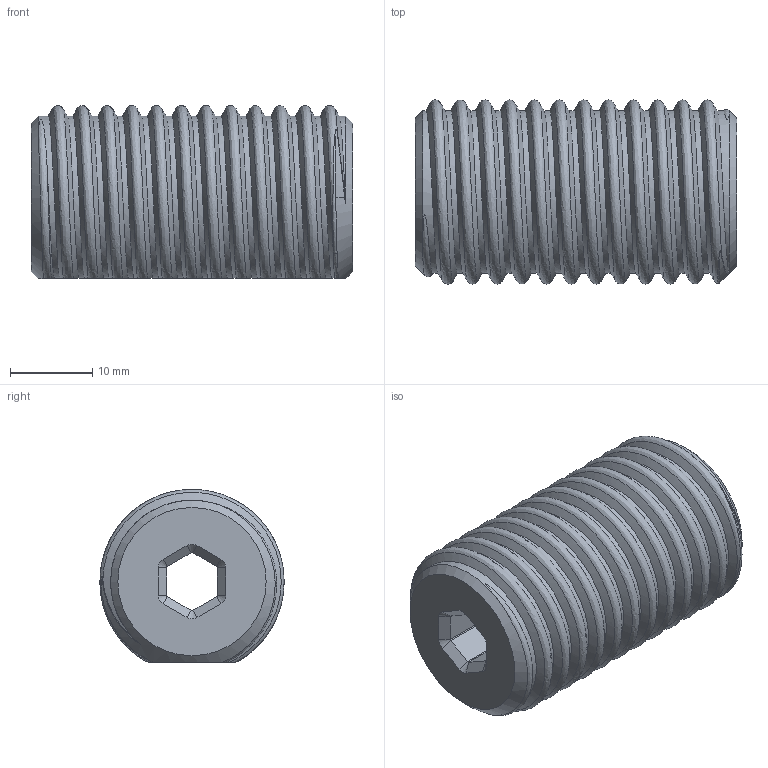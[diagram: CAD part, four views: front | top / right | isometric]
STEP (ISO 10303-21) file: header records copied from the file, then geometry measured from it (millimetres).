
FILE_DESCRIPTION(/* description */ (''),/* implementation_level */ '2;1');
FILE_NAME(/* name */ 'Quick-Key (armpit V2 threads).step',/* time_stamp */ '2025-09-11T23:12:35-04:00',/* author */ (''),/* organization */ (''),/* preprocessor_version */ 'ST-DEVELOPER v20.1',/* originating_system */ 'Autodesk Translation Framework v14.17.0.0',/* authorisation */ '');
FILE_SCHEMA (('AUTOMOTIVE_DESIGN { 1 0 10303 214 3 1 1 }'));
Length unit declared in the file: millimetre
Products named in the file (1): Quick-Key (armpit V2 threads)
Bounding box: 39 x 22.36 x 21 mm (x, y, z)
Volume: 11994.4 mm3; surface area: 4802.7 mm2
Topology: 1 solids, 1 shells, 102 faces, 272 edges, 172 vertices
Faces by surface type: bspline 46, plane 21, cylinder 19, cone 16
Entity records: 10039 total; most frequent: CARTESIAN_POINT 7876, ORIENTED_EDGE 544, EDGE_CURVE 272, DIRECTION 270, VERTEX_POINT 172, B_SPLINE_CURVE_WITH_KNOTS 148, EDGE_LOOP 104, FACE_OUTER_BOUND 102
